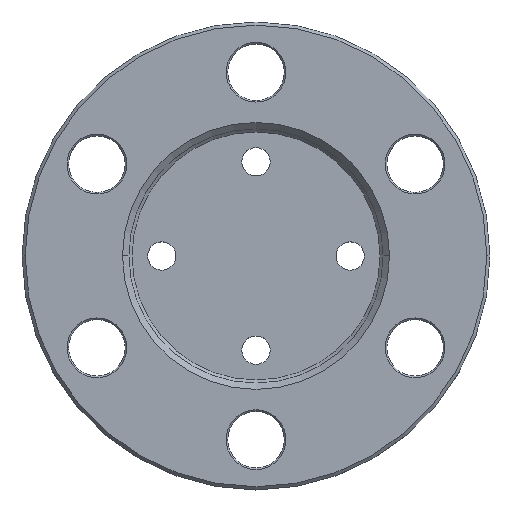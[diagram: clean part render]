
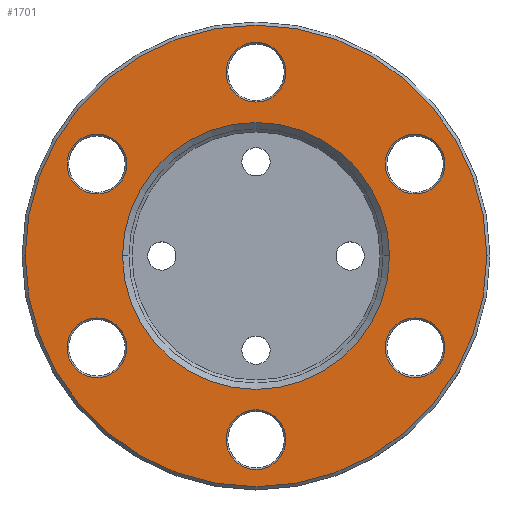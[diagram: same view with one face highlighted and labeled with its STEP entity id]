
A CAD part, top view. The second image highlights one B-rep face of the part: STEP entity #1701.
In plain terms, the highlighted planar face has unit normal (0, 0, 1).
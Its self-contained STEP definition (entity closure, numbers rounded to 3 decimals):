
#402=CARTESIAN_POINT('Vertex',(-73.5,0.,25.)) ;
#418=CARTESIAN_POINT('Vertex',(73.5,0.,25.)) ;
#421=CARTESIAN_POINT('Axis2P3D Location',(0.,0.,25.)) ;
#443=CARTESIAN_POINT('Axis2P3D Location',(0.,0.,25.)) ;
#598=CARTESIAN_POINT('Vertex',(9.5,-58.5,25.)) ;
#601=CARTESIAN_POINT('Axis2P3D Location',(0.,-58.5,25.)) ;
#605=CARTESIAN_POINT('Vertex',(-9.5,-58.5,25.)) ;
#625=CARTESIAN_POINT('Axis2P3D Location',(0.,-58.5,25.)) ;
#689=CARTESIAN_POINT('Vertex',(-55.412,-21.023,25.)) ;
#692=CARTESIAN_POINT('Axis2P3D Location',(-50.662,-29.25,25.)) ;
#696=CARTESIAN_POINT('Vertex',(-45.912,-37.477,25.)) ;
#716=CARTESIAN_POINT('Axis2P3D Location',(-50.662,-29.25,25.)) ;
#780=CARTESIAN_POINT('Vertex',(-45.912,37.477,25.)) ;
#783=CARTESIAN_POINT('Axis2P3D Location',(-50.662,29.25,25.)) ;
#787=CARTESIAN_POINT('Vertex',(-55.412,21.023,25.)) ;
#807=CARTESIAN_POINT('Axis2P3D Location',(-50.662,29.25,25.)) ;
#871=CARTESIAN_POINT('Vertex',(9.5,58.5,25.)) ;
#874=CARTESIAN_POINT('Axis2P3D Location',(0.,58.5,25.)) ;
#878=CARTESIAN_POINT('Vertex',(-9.5,58.5,25.)) ;
#898=CARTESIAN_POINT('Axis2P3D Location',(0.,58.5,25.)) ;
#962=CARTESIAN_POINT('Vertex',(55.412,21.023,25.)) ;
#965=CARTESIAN_POINT('Axis2P3D Location',(50.662,29.25,25.)) ;
#969=CARTESIAN_POINT('Vertex',(45.912,37.477,25.)) ;
#989=CARTESIAN_POINT('Axis2P3D Location',(50.662,29.25,25.)) ;
#1053=CARTESIAN_POINT('Vertex',(45.912,-37.477,25.)) ;
#1056=CARTESIAN_POINT('Axis2P3D Location',(50.662,-29.25,25.)) ;
#1060=CARTESIAN_POINT('Vertex',(55.412,-21.023,25.)) ;
#1080=CARTESIAN_POINT('Axis2P3D Location',(50.662,-29.25,25.)) ;
#1650=CARTESIAN_POINT('Axis2P3D Location',(0.,0.,25.)) ;
#1659=CARTESIAN_POINT('Axis2P3D Location',(0.,0.,25.)) ;
#1663=CARTESIAN_POINT('Vertex',(42.5,0.,25.)) ;
#1665=CARTESIAN_POINT('Vertex',(-42.5,0.,25.)) ;
#1668=CARTESIAN_POINT('Axis2P3D Location',(0.,0.,25.)) ;
#422=DIRECTION('Axis2P3D Direction',(0.,0.,1.)) ;
#444=DIRECTION('Axis2P3D Direction',(0.,0.,1.)) ;
#602=DIRECTION('Axis2P3D Direction',(0.,-0.,1.)) ;
#626=DIRECTION('Axis2P3D Direction',(0.,0.,1.)) ;
#693=DIRECTION('Axis2P3D Direction',(0.,-0.,1.)) ;
#717=DIRECTION('Axis2P3D Direction',(-0.,0.,1.)) ;
#784=DIRECTION('Axis2P3D Direction',(0.,0.,1.)) ;
#808=DIRECTION('Axis2P3D Direction',(0.,0.,1.)) ;
#875=DIRECTION('Axis2P3D Direction',(0.,0.,1.)) ;
#899=DIRECTION('Axis2P3D Direction',(0.,-0.,1.)) ;
#966=DIRECTION('Axis2P3D Direction',(0.,0.,1.)) ;
#990=DIRECTION('Axis2P3D Direction',(0.,0.,1.)) ;
#1057=DIRECTION('Axis2P3D Direction',(0.,0.,1.)) ;
#1081=DIRECTION('Axis2P3D Direction',(0.,0.,1.)) ;
#1651=DIRECTION('Axis2P3D Direction',(0.,0.,1.)) ;
#1652=DIRECTION('Axis2P3D XDirection',(1.,0.,0.)) ;
#1660=DIRECTION('Axis2P3D Direction',(0.,0.,1.)) ;
#1669=DIRECTION('Axis2P3D Direction',(0.,0.,1.)) ;
#423=AXIS2_PLACEMENT_3D('Circle Axis2P3D',#421,#422,$) ;
#445=AXIS2_PLACEMENT_3D('Circle Axis2P3D',#443,#444,$) ;
#603=AXIS2_PLACEMENT_3D('Circle Axis2P3D',#601,#602,$) ;
#627=AXIS2_PLACEMENT_3D('Circle Axis2P3D',#625,#626,$) ;
#694=AXIS2_PLACEMENT_3D('Circle Axis2P3D',#692,#693,$) ;
#718=AXIS2_PLACEMENT_3D('Circle Axis2P3D',#716,#717,$) ;
#785=AXIS2_PLACEMENT_3D('Circle Axis2P3D',#783,#784,$) ;
#809=AXIS2_PLACEMENT_3D('Circle Axis2P3D',#807,#808,$) ;
#876=AXIS2_PLACEMENT_3D('Circle Axis2P3D',#874,#875,$) ;
#900=AXIS2_PLACEMENT_3D('Circle Axis2P3D',#898,#899,$) ;
#967=AXIS2_PLACEMENT_3D('Circle Axis2P3D',#965,#966,$) ;
#991=AXIS2_PLACEMENT_3D('Circle Axis2P3D',#989,#990,$) ;
#1058=AXIS2_PLACEMENT_3D('Circle Axis2P3D',#1056,#1057,$) ;
#1082=AXIS2_PLACEMENT_3D('Circle Axis2P3D',#1080,#1081,$) ;
#1653=AXIS2_PLACEMENT_3D('Plane Axis2P3D',#1650,#1651,#1652) ;
#1661=AXIS2_PLACEMENT_3D('Circle Axis2P3D',#1659,#1660,$) ;
#1670=AXIS2_PLACEMENT_3D('Circle Axis2P3D',#1668,#1669,$) ;
#1656=ORIENTED_EDGE('',*,*,#425,.T.) ;
#1657=ORIENTED_EDGE('',*,*,#447,.T.) ;
#1674=ORIENTED_EDGE('',*,*,#1667,.F.) ;
#1675=ORIENTED_EDGE('',*,*,#1672,.F.) ;
#1678=ORIENTED_EDGE('',*,*,#1084,.F.) ;
#1679=ORIENTED_EDGE('',*,*,#1062,.F.) ;
#1682=ORIENTED_EDGE('',*,*,#993,.F.) ;
#1683=ORIENTED_EDGE('',*,*,#971,.F.) ;
#1686=ORIENTED_EDGE('',*,*,#902,.F.) ;
#1687=ORIENTED_EDGE('',*,*,#880,.F.) ;
#1690=ORIENTED_EDGE('',*,*,#811,.F.) ;
#1691=ORIENTED_EDGE('',*,*,#789,.F.) ;
#1694=ORIENTED_EDGE('',*,*,#720,.F.) ;
#1695=ORIENTED_EDGE('',*,*,#698,.F.) ;
#1698=ORIENTED_EDGE('',*,*,#629,.F.) ;
#1699=ORIENTED_EDGE('',*,*,#607,.F.) ;
#1676=FACE_BOUND('',#1673,.T.) ;
#1680=FACE_BOUND('',#1677,.T.) ;
#1684=FACE_BOUND('',#1681,.T.) ;
#1688=FACE_BOUND('',#1685,.T.) ;
#1692=FACE_BOUND('',#1689,.T.) ;
#1696=FACE_BOUND('',#1693,.T.) ;
#1700=FACE_BOUND('',#1697,.T.) ;
#1701=ADVANCED_FACE('PartBody',(#1658,#1676,#1680,#1684,#1688,#1692,#1696,#1700),#1654,.T.) ;
#424=CIRCLE('generated circle',#423,73.5) ;
#446=CIRCLE('generated circle',#445,73.5) ;
#604=CIRCLE('generated circle',#603,9.5) ;
#628=CIRCLE('generated circle',#627,9.5) ;
#695=CIRCLE('generated circle',#694,9.5) ;
#719=CIRCLE('generated circle',#718,9.5) ;
#786=CIRCLE('generated circle',#785,9.5) ;
#810=CIRCLE('generated circle',#809,9.5) ;
#877=CIRCLE('generated circle',#876,9.5) ;
#901=CIRCLE('generated circle',#900,9.5) ;
#968=CIRCLE('generated circle',#967,9.5) ;
#992=CIRCLE('generated circle',#991,9.5) ;
#1059=CIRCLE('generated circle',#1058,9.5) ;
#1083=CIRCLE('generated circle',#1082,9.5) ;
#1662=CIRCLE('generated circle',#1661,42.5) ;
#1671=CIRCLE('generated circle',#1670,42.5) ;
#425=EDGE_CURVE('',#403,#419,#424,.T.) ;
#447=EDGE_CURVE('',#419,#403,#446,.T.) ;
#607=EDGE_CURVE('',#599,#606,#604,.T.) ;
#629=EDGE_CURVE('',#606,#599,#628,.T.) ;
#698=EDGE_CURVE('',#690,#697,#695,.T.) ;
#720=EDGE_CURVE('',#697,#690,#719,.T.) ;
#789=EDGE_CURVE('',#781,#788,#786,.T.) ;
#811=EDGE_CURVE('',#788,#781,#810,.T.) ;
#880=EDGE_CURVE('',#872,#879,#877,.T.) ;
#902=EDGE_CURVE('',#879,#872,#901,.T.) ;
#971=EDGE_CURVE('',#963,#970,#968,.T.) ;
#993=EDGE_CURVE('',#970,#963,#992,.T.) ;
#1062=EDGE_CURVE('',#1054,#1061,#1059,.T.) ;
#1084=EDGE_CURVE('',#1061,#1054,#1083,.T.) ;
#1667=EDGE_CURVE('',#1664,#1666,#1662,.T.) ;
#1672=EDGE_CURVE('',#1666,#1664,#1671,.T.) ;
#1655=EDGE_LOOP('',(#1656,#1657)) ;
#1673=EDGE_LOOP('',(#1674,#1675)) ;
#1677=EDGE_LOOP('',(#1678,#1679)) ;
#1681=EDGE_LOOP('',(#1682,#1683)) ;
#1685=EDGE_LOOP('',(#1686,#1687)) ;
#1689=EDGE_LOOP('',(#1690,#1691)) ;
#1693=EDGE_LOOP('',(#1694,#1695)) ;
#1697=EDGE_LOOP('',(#1698,#1699)) ;
#1658=FACE_OUTER_BOUND('',#1655,.T.) ;
#1654=PLANE('',#1653) ;
#403=VERTEX_POINT('',#402) ;
#419=VERTEX_POINT('',#418) ;
#599=VERTEX_POINT('',#598) ;
#606=VERTEX_POINT('',#605) ;
#690=VERTEX_POINT('',#689) ;
#697=VERTEX_POINT('',#696) ;
#781=VERTEX_POINT('',#780) ;
#788=VERTEX_POINT('',#787) ;
#872=VERTEX_POINT('',#871) ;
#879=VERTEX_POINT('',#878) ;
#963=VERTEX_POINT('',#962) ;
#970=VERTEX_POINT('',#969) ;
#1054=VERTEX_POINT('',#1053) ;
#1061=VERTEX_POINT('',#1060) ;
#1664=VERTEX_POINT('',#1663) ;
#1666=VERTEX_POINT('',#1665) ;
